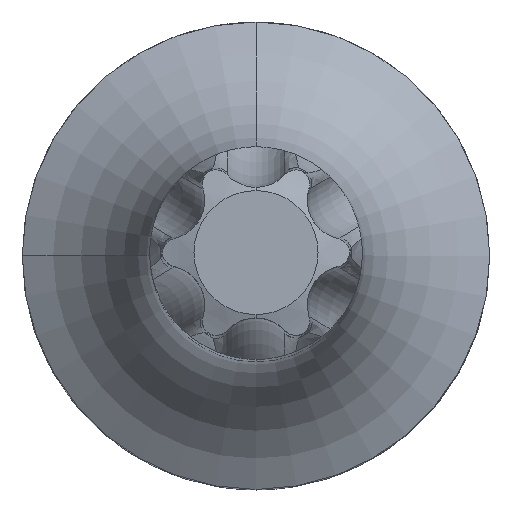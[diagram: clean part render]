
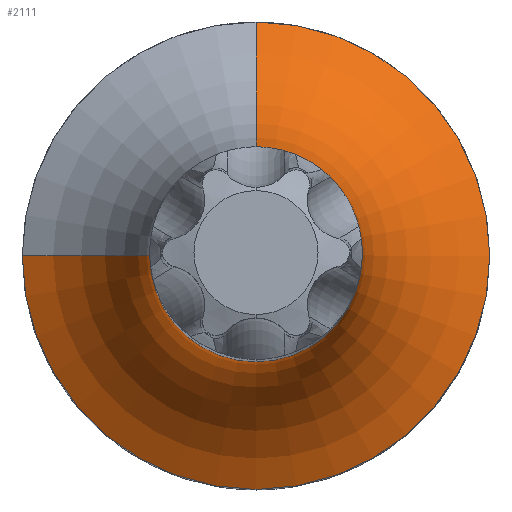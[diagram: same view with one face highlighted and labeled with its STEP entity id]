
A CAD part, top view. The second image highlights one B-rep face of the part: STEP entity #2111.
In plain terms, the highlighted toroidal (fillet/blend) face has major radius 15 mm and minor radius 10 mm.
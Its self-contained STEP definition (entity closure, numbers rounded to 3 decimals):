
#165=CARTESIAN_POINT('',(0.,0.,15.5));
#166=DIRECTION('',(0.,0.,1.));
#167=DIRECTION('',(1.,0.,0.));
#168=AXIS2_PLACEMENT_3D('',#165,#166,#167);
#366=CARTESIAN_POINT('',(0.,0.,24.665));
#367=DIRECTION('',(0.,0.,1.));
#368=DIRECTION('',(0.,-1.,0.));
#369=AXIS2_PLACEMENT_3D('',#366,#367,#368);
#371=CARTESIAN_POINT('',(0.,0.,15.5));
#372=DIRECTION('',(0.,0.,-1.));
#373=DIRECTION('',(1.,0.,0.));
#374=AXIS2_PLACEMENT_3D('',#371,#372,#373);
#376=CARTESIAN_POINT('',(-15.,0.,24.665));
#377=DIRECTION('',(0.,-1.,0.));
#378=DIRECTION('',(0.4,0.,-0.917));
#379=AXIS2_PLACEMENT_3D('',#376,#377,#378);
#926=CARTESIAN_POINT('',(0.,0.,24.665));
#927=DIRECTION('',(0.,0.,1.));
#928=DIRECTION('',(-1.,0.,0.));
#929=AXIS2_PLACEMENT_3D('',#926,#927,#928);
#1413=CARTESIAN_POINT('',(0.,15.,24.665));
#1414=DIRECTION('',(-1.,0.,0.));
#1415=DIRECTION('',(0.,-0.4,-0.917));
#1416=AXIS2_PLACEMENT_3D('',#1413,#1414,#1415);
#1695=CARTESIAN_POINT('',(11.,0.,15.5));
#1696=CARTESIAN_POINT('',(0.,11.,15.5));
#1697=VERTEX_POINT('',#1695);
#1698=VERTEX_POINT('',#1696);
#1699=CARTESIAN_POINT('',(-11.,0.,15.5));
#1700=VERTEX_POINT('',#1699);
#1701=CARTESIAN_POINT('',(0.,5.,24.665));
#1702=CARTESIAN_POINT('',(-5.,0.,24.665));
#1703=VERTEX_POINT('',#1701);
#1704=VERTEX_POINT('',#1702);
#1705=CARTESIAN_POINT('',(0.,-5.,24.665));
#1706=VERTEX_POINT('',#1705);
#2094=CARTESIAN_POINT('',(0.,0.,24.665));
#2095=DIRECTION('',(0.,0.,1.));
#2096=DIRECTION('',(-0.032,-0.999,0.));
#2097=AXIS2_PLACEMENT_3D('',#2094,#2095,#2096);
#2098=TOROIDAL_SURFACE('',#2097,15.,10.);
#2100=ORIENTED_EDGE('',*,*,#2099,.T.);
#2102=ORIENTED_EDGE('',*,*,#2101,.F.);
#2103=ORIENTED_EDGE('',*,*,#1937,.F.);
#2104=ORIENTED_EDGE('',*,*,#2046,.T.);
#2106=ORIENTED_EDGE('',*,*,#2105,.T.);
#2108=ORIENTED_EDGE('',*,*,#2107,.T.);
#2109=EDGE_LOOP('',(#2100,#2102,#2103,#2104,#2106,#2108));
#2110=FACE_OUTER_BOUND('',#2109,.F.);
#2111=ADVANCED_FACE('',(#2110),#2098,.F.);
#169=CIRCLE('',#168,11.);
#370=CIRCLE('',#369,5.);
#375=CIRCLE('',#374,11.);
#380=CIRCLE('',#379,10.);
#930=CIRCLE('',#929,5.);
#1417=CIRCLE('',#1416,10.);
#1937=EDGE_CURVE('',#1697,#1698,#169,.T.);
#2046=EDGE_CURVE('',#1697,#1700,#375,.T.);
#2099=EDGE_CURVE('',#1706,#1703,#370,.T.);
#2101=EDGE_CURVE('',#1698,#1703,#1417,.T.);
#2105=EDGE_CURVE('',#1700,#1704,#380,.T.);
#2107=EDGE_CURVE('',#1704,#1706,#930,.T.);
